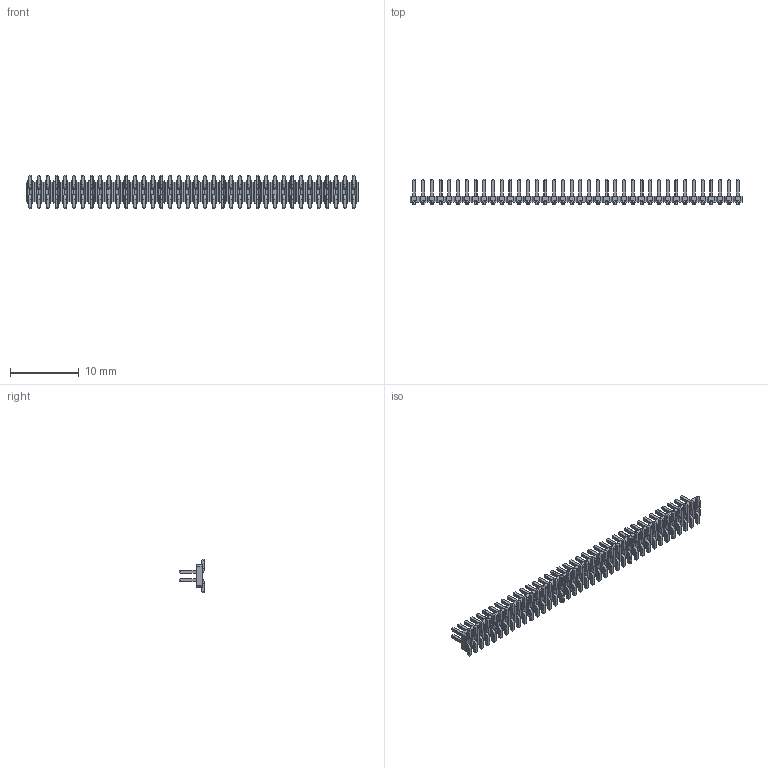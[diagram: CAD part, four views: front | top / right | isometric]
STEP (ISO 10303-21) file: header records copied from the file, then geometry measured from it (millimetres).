
FILE_DESCRIPTION (( 'STEP AP214' ), '1' );
FILE_NAME ('header-1.27-2x38.STEP', '2021-07-12T04:38:41', ( '' ), ( '' ), 'SwSTEP 2.0', 'SolidWorks 2021', '' );
FILE_SCHEMA (( 'AUTOMOTIVE_DESIGN' ));
Length unit declared in the file: millimetre
Products named in the file (3): header-1.27-body_默认; header-1.27-pin_默认; header-1.27-2x38
Assembly tree (114 placements, depth 2):
  header-1.27-2x38
    header-1.27-body_默认  x38
    header-1.27-pin_默认  x76
Bounding box: 48.26 x 3.71 x 4.83 mm (x, y, z)
Volume: 175.9 mm3; surface area: 1305.6 mm2
Topology: 114 solids, 114 shells, 6194 faces, 14478 edges, 8436 vertices
Faces by surface type: plane 3306, cylinder 1976, sphere 608, torus 304
Entity records: 3973 total; most frequent: DIRECTION 713, CARTESIAN_POINT 697, ORIENTED_EDGE 506, AXIS2_PLACEMENT_3D 262, EDGE_CURVE 253, VECTOR 189, LINE 189, VERTEX_POINT 150
